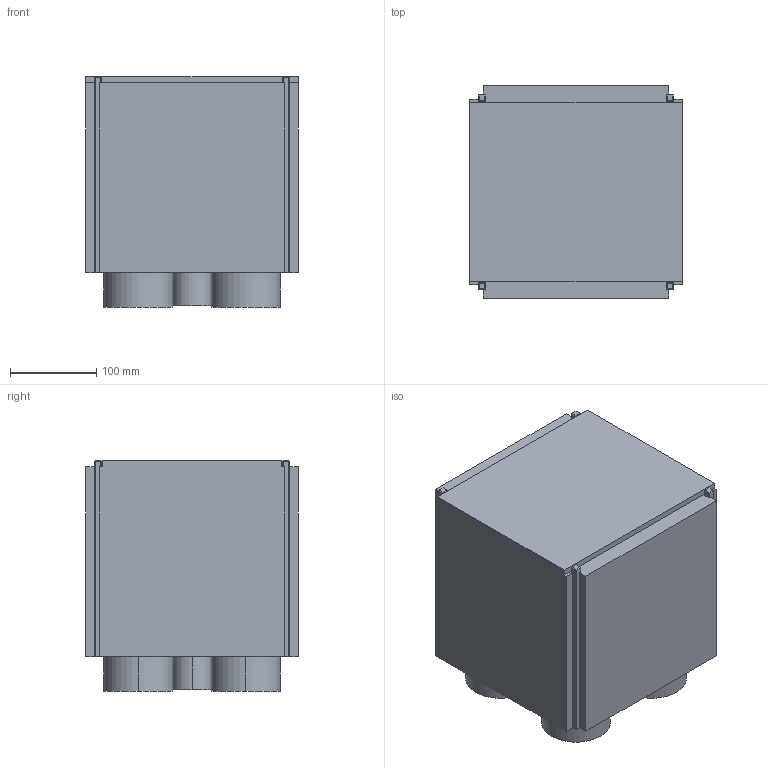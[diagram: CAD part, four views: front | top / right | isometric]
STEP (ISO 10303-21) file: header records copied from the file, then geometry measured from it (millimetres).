
FILE_DESCRIPTION((''),'2;1');
FILE_NAME('','2016-09-16T',(''),(''),'PRO/ENGINEER BY PARAMETRIC TECHNOLOGY CORPORATION, 2003250','PRO/ENGINEER BY PARAMETRIC TECHNOLOGY CORPORATION, 2003250','');
FILE_SCHEMA(('CONFIG_CONTROL_DESIGN'));
Length unit declared in the file: millimetre
Bounding box: 246.3 x 246.3 x 267 mm (x, y, z)
Volume: 14377179.7 mm3; surface area: 388548.4 mm2
Topology: 1 solids, 1 shells, 85 faces, 234 edges, 156 vertices
Faces by surface type: plane 75, cylinder 10
Entity records: 2706 total; most frequent: CARTESIAN_POINT 475, ORIENTED_EDGE 468, DIRECTION 424, EDGE_CURVE 234, VECTOR 214, LINE 214, VERTEX_POINT 156, AXIS2_PLACEMENT_3D 105
